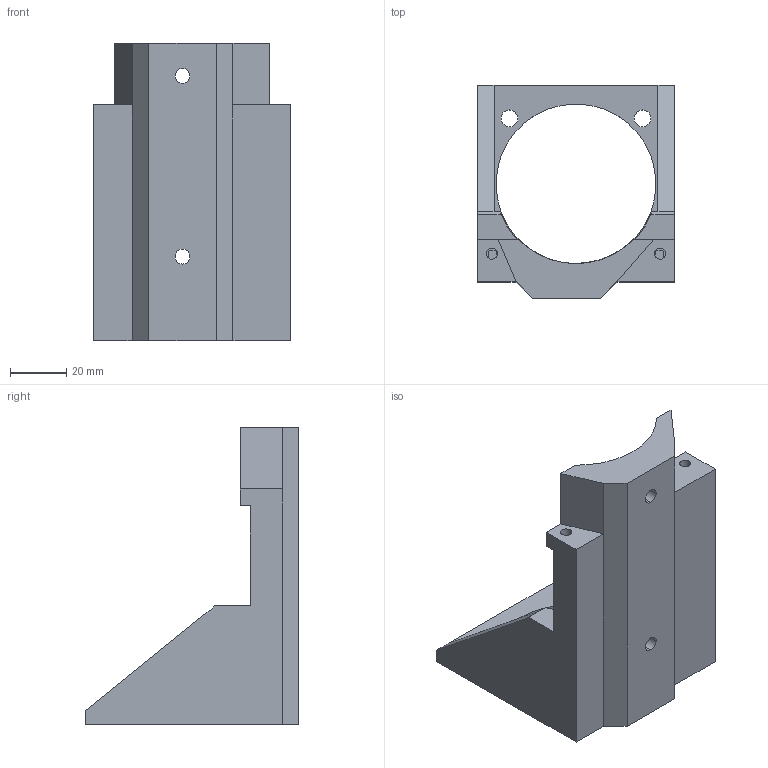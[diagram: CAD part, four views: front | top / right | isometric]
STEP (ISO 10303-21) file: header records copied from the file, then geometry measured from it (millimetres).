
FILE_DESCRIPTION (( 'STEP AP214' ), '1' );
FILE_NAME ('01_01_04-engine_mount.step', '2017-07-24T22:45:07', ( '' ), ( '' ), 'SwSTEP 2.0', 'SolidWorks 2016', '' );
FILE_SCHEMA (( 'AUTOMOTIVE_DESIGN' ));
Length unit declared in the file: millimetre
Products named in the file (1): 01_01_04-engine_mount
Bounding box: 70.23 x 76.3 x 106.1 mm (x, y, z)
Volume: 102158.1 mm3; surface area: 31831.1 mm2
Topology: 1 solids, 1 shells, 76 faces, 212 edges, 137 vertices
Faces by surface type: plane 46, cylinder 30
Entity records: 2655 total; most frequent: CARTESIAN_POINT 592, ORIENTED_EDGE 424, DIRECTION 424, EDGE_CURVE 212, AXIS2_PLACEMENT_3D 144, VERTEX_POINT 137, LINE 136, VECTOR 136
